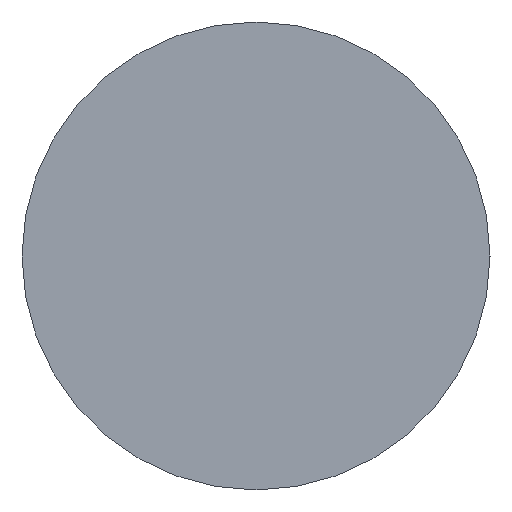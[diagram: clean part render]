
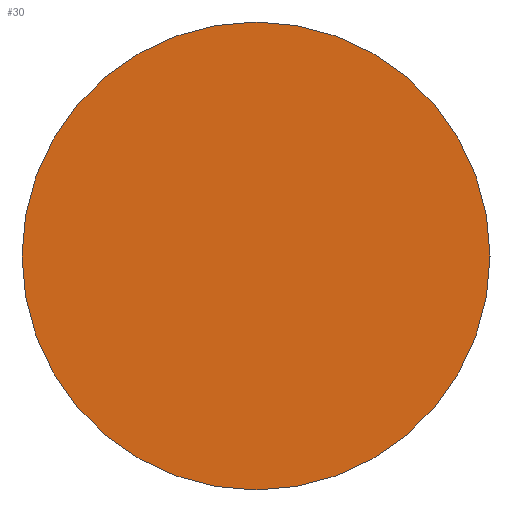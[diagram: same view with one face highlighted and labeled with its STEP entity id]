
A CAD part, left-side view. The second image highlights one B-rep face of the part: STEP entity #30.
In plain terms, the highlighted planar face has unit normal (-1, 0, 0).
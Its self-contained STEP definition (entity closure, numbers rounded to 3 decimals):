
#14 = CARTESIAN_POINT ( 'NONE',  ( 379.295, 209.041, 0. ) ) ;
#23 = AXIS2_PLACEMENT_3D ( 'NONE', #31, #90, #139 ) ;
#30 = ADVANCED_FACE ( 'NONE', ( #142 ), #147, .F. ) ;
#31 = CARTESIAN_POINT ( 'NONE',  ( 379.295, 209.041, 0. ) ) ;
#41 = CIRCLE ( 'NONE', #23, 12.5 ) ;
#46 = DIRECTION ( 'NONE',  ( -1., 0., 0. ) ) ;
#48 = AXIS2_PLACEMENT_3D ( 'NONE', #175, #114, #113 ) ;
#78 = EDGE_CURVE ( 'NONE', #109, #127, #101, .T. ) ;
#90 = DIRECTION ( 'NONE',  ( -1., 0., 0. ) ) ;
#101 = CIRCLE ( 'NONE', #186, 12.5 ) ;
#109 = VERTEX_POINT ( 'NONE', #121 ) ;
#113 = DIRECTION ( 'NONE',  ( 0., 0., -1. ) ) ;
#114 = DIRECTION ( 'NONE',  ( 1., 0., 0. ) ) ;
#119 = EDGE_CURVE ( 'NONE', #127, #109, #41, .T. ) ;
#121 = CARTESIAN_POINT ( 'NONE',  ( 379.295, 209.041, 12.5 ) ) ;
#127 = VERTEX_POINT ( 'NONE', #163 ) ;
#128 = EDGE_LOOP ( 'NONE', ( #169, #168 ) ) ;
#139 = DIRECTION ( 'NONE',  ( 0., 0., 1. ) ) ;
#142 = FACE_OUTER_BOUND ( 'NONE', #128, .T. ) ;
#146 = DIRECTION ( 'NONE',  ( 0., 0., 1. ) ) ;
#147 = PLANE ( 'NONE',  #48 ) ;
#163 = CARTESIAN_POINT ( 'NONE',  ( 379.295, 209.041, -12.5 ) ) ;
#168 = ORIENTED_EDGE ( 'NONE', *, *, #119, .T. ) ;
#169 = ORIENTED_EDGE ( 'NONE', *, *, #78, .T. ) ;
#175 = CARTESIAN_POINT ( 'NONE',  ( 379.295, 209.041, 0. ) ) ;
#186 = AXIS2_PLACEMENT_3D ( 'NONE', #14, #46, #146 ) ;
